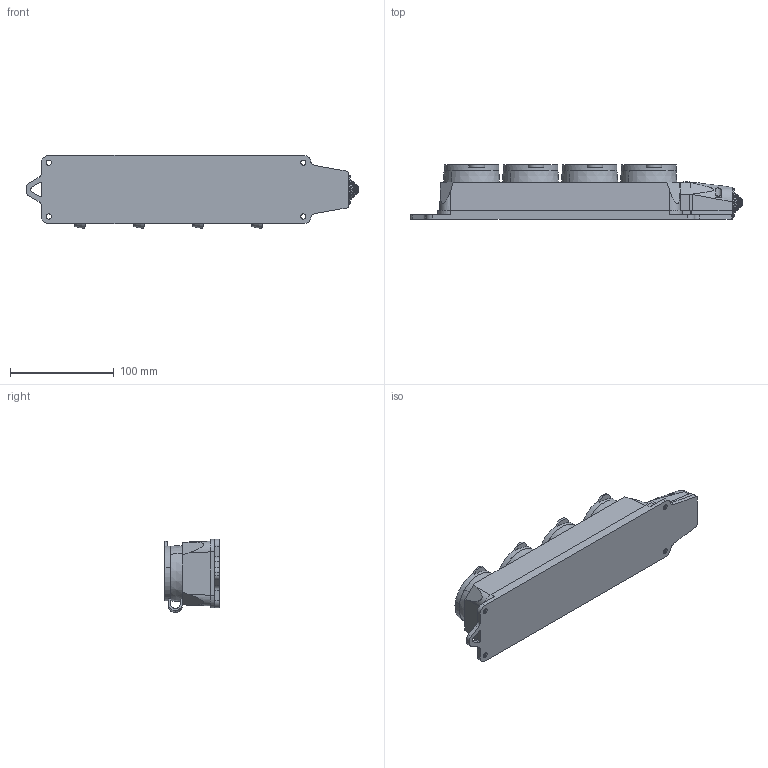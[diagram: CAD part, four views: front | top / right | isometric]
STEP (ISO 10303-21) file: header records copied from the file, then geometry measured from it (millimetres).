
FILE_DESCRIPTION (( 'STEP AP214' ), '1' );
FILE_NAME ('PKR64-016-2-K02 ÐÁ34-1-0ì Ðîçåòêà (êîëîäêà) ÷åòûðåõìåñòíàÿ ñ çàùèòíûìè êðûøêàìè ÎÌÅÃÀ IP44.STEP', '2017-01-12T07:48:15', ( '' ), ( '' ), 'SwSTEP 2.0', 'SolidWorks 2014', '' );
FILE_SCHEMA (( 'AUTOMOTIVE_DESIGN' ));
Length unit declared in the file: millimetre
Products named in the file (1): PKR64-016-2-K02 ÐÁ34-1-0ì Ðîçåòêà (êîëîäêà) ÷åòûðåõìåñòíàÿ ñ çàùèòíûìè êðûøêàìè ÎÌÅÃÀ IP44
Bounding box: 320.51 x 52.3 x 70.73 mm (x, y, z)
Volume: 267221.4 mm3; surface area: 187749.9 mm2
Topology: 10 solids, 10 shells, 2844 faces, 7436 edges, 4808 vertices
Faces by surface type: plane 1766, cylinder 506, bspline 449, cone 91, torus 26, sphere 6
Entity records: 110236 total; most frequent: CARTESIAN_POINT 42478, ORIENTED_EDGE 14856, DIRECTION 12419, EDGE_CURVE 7428, VECTOR 5047, LINE 5047, VERTEX_POINT 4808, AXIS2_PLACEMENT_3D 3686
